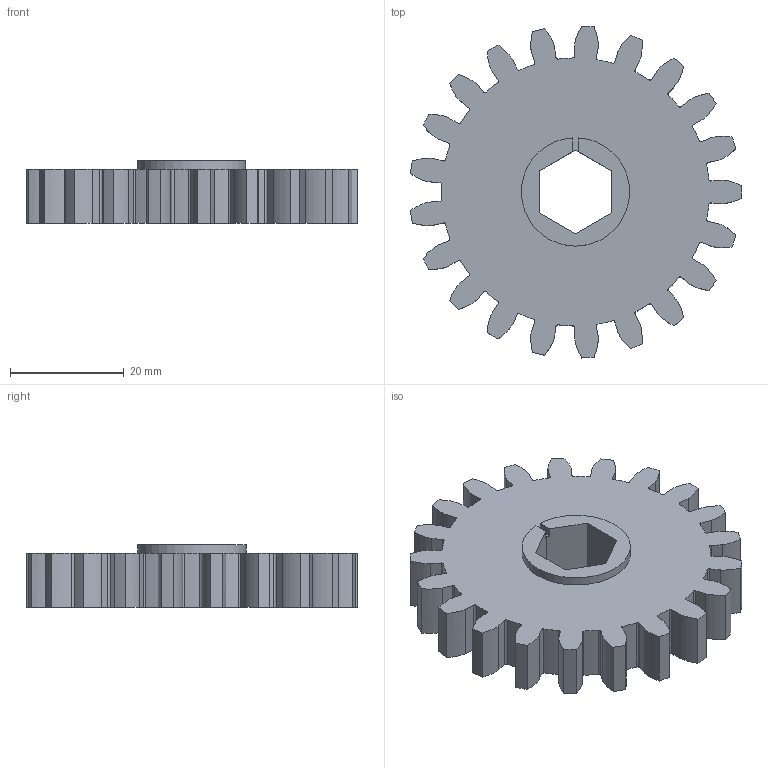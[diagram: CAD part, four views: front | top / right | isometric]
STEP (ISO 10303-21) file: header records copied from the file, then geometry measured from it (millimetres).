
FILE_DESCRIPTION(/* description */ (''),/* implementation_level */ '2;1');
FILE_NAME(/* name */ '21T 10DP Spur Gear.step',/* time_stamp */ '2024-08-02T21:18:07-04:00',/* author */ (''),/* organization */ (''),/* preprocessor_version */ 'ST-DEVELOPER v20',/* originating_system */ 'Autodesk Translation Framework v13.14.0.145',/* authorisation */ '');
FILE_SCHEMA (('AUTOMOTIVE_DESIGN { 1 0 10303 214 3 1 1 }'));
Length unit declared in the file: millimetre
Products named in the file (2): 21T 10DP Spur Gear; Spur Gear (21 teeth)
Assembly tree (1 placements, depth 2):
  21T 10DP Spur Gear
    Spur Gear (21 teeth)
Bounding box: 58.24 x 58.38 x 11.08 mm (x, y, z)
Volume: 19623.5 mm3; surface area: 8050.7 mm2
Topology: 1 solids, 1 shells, 180 faces, 534 edges, 356 vertices
Faces by surface type: cylinder 85, plane 53, bspline 42
Entity records: 18179 total; most frequent: CARTESIAN_POINT 13547, ORIENTED_EDGE 1068, DIRECTION 902, EDGE_CURVE 534, VERTEX_POINT 356, AXIS2_PLACEMENT_3D 311, LINE 280, VECTOR 280
